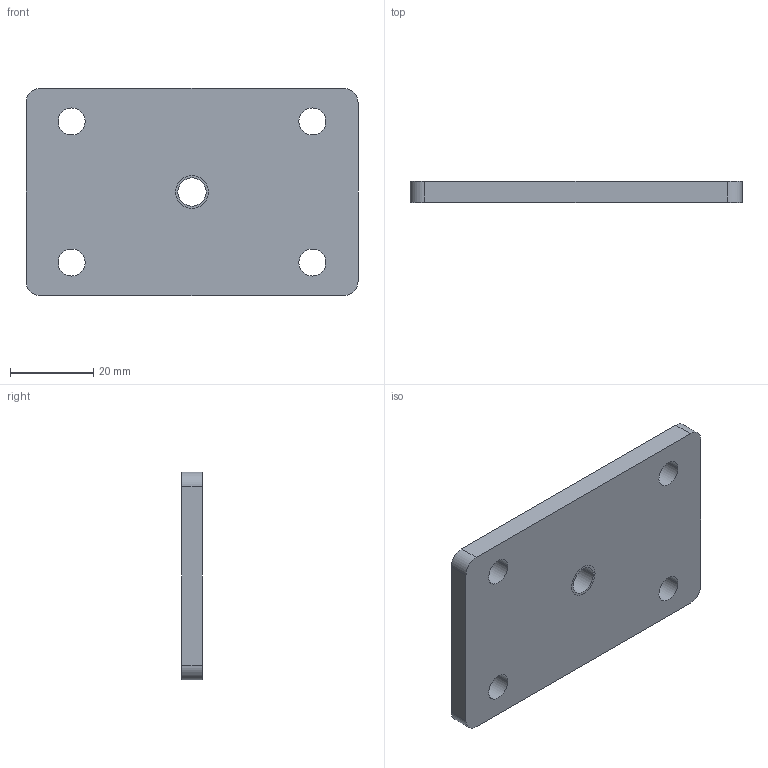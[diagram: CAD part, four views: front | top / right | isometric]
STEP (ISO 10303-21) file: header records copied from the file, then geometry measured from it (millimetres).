
FILE_DESCRIPTION((''),'2;1');
FILE_NAME('JC35TT-0095','2021-01-06T16:18:55',('sa'),('捷昌驱动'),'CREO PARAMETRIC BY PTC INC, 2018100','CREO PARAMETRIC BY PTC INC, 2018100','');
FILE_SCHEMA(('CONFIG_CONTROL_DESIGN'));
Length unit declared in the file: millimetre
Products named in the file (1): JC35TT-0095
Bounding box: 80 x 5 x 50 mm (x, y, z)
Volume: 19079.8 mm3; surface area: 9643.2 mm2
Topology: 1 solids, 2 shells, 239 faces, 657 edges, 438 vertices
Faces by surface type: extrusion 132, plane 91, cylinder 16
Entity records: 8093 total; most frequent: CARTESIAN_POINT 2429, ORIENTED_EDGE 1310, DIRECTION 773, EDGE_CURVE 657, VECTOR 493, VERTEX_POINT 438, B_SPLINE_CURVE_WITH_KNOTS 396, LINE 361
